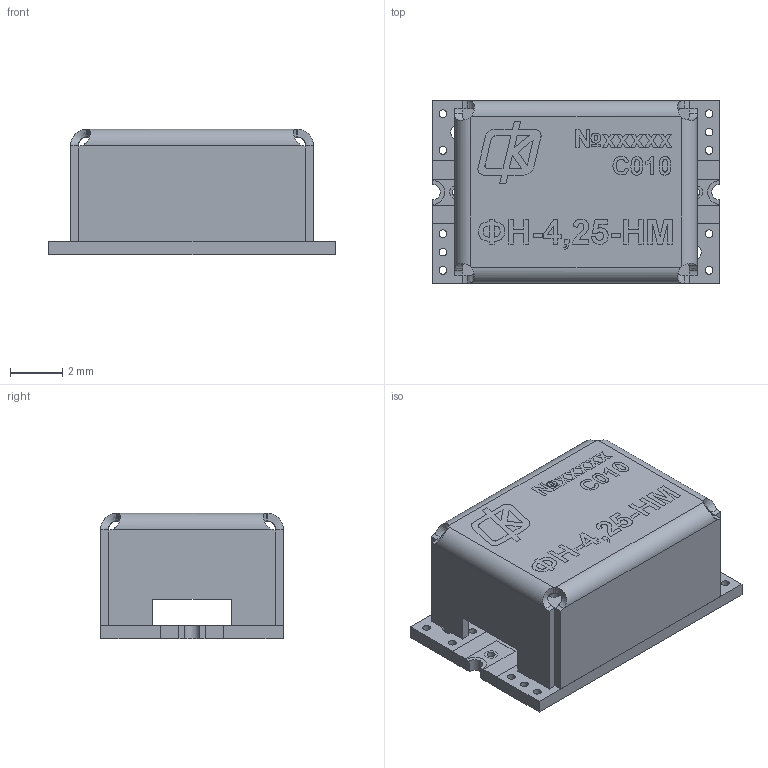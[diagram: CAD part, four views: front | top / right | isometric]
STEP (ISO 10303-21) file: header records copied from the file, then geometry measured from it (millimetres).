
FILE_DESCRIPTION(('STEP AP203'), '1');
FILE_NAME('阹謊.468822.018_婰錪襝 奜-4,25-迒', '', ('UNSPECIFIED'), ('UNSPECIFIED'), 'ASCON STEP Converter 1.6', 'ASCON Math Kernel', '');
FILE_SCHEMA(('CONFIG_CONTROL_DESIGN'));
Length unit declared in the file: millimetre
Products named in the file (1): НШБА.468822.018_Фильтр ФН-4,25-НМ
Bounding box: 11 x 7 x 4.8 mm (x, y, z)
Volume: 87.6 mm3; surface area: 555 mm2
Topology: 2 solids, 2 shells, 523 faces, 1414 edges, 930 vertices
Faces by surface type: plane 360, cylinder 82, bspline 81
Full cylindrical faces by diameter (mm): 0.3 x49, 0.6 x4
Entity records: 28080 total; most frequent: CARTESIAN_POINT 11245, ORIENTED_EDGE 2722, DIRECTION 2168, EDGE_CURVE 1361, LINE 982, VECTOR 982, VERTEX_POINT 930, EDGE_LOOP 717
